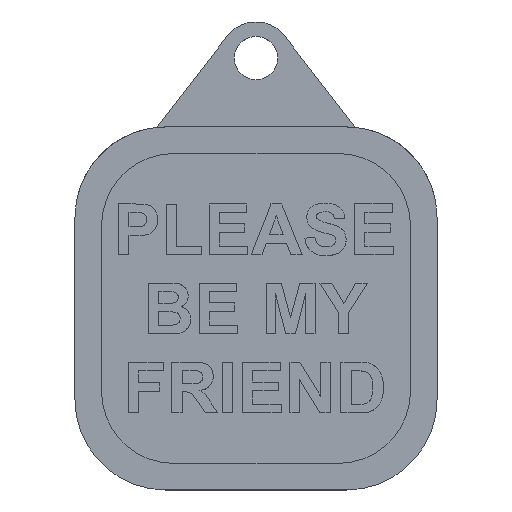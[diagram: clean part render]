
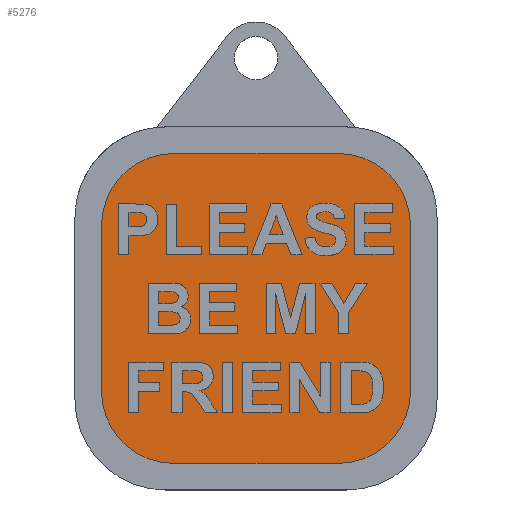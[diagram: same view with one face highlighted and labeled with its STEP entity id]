
A CAD part, top view. The second image highlights one B-rep face of the part: STEP entity #5276.
In plain terms, the highlighted planar face has unit normal (0, 0, 1).
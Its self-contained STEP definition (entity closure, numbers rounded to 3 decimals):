
#353=CIRCLE('',#5598,100.);
#355=CIRCLE('',#5602,100.);
#357=CIRCLE('',#5606,100.);
#359=CIRCLE('',#5610,100.);
#395=FACE_OUTER_BOUND('',#696,.T.);
#696=EDGE_LOOP('',(#3535,#3536,#3537,#3538,#3539,#3540,#3541,#3542));
#1000=LINE('',#6856,#1579);
#1005=LINE('',#6870,#1584);
#1009=LINE('',#6882,#1588);
#1013=LINE('',#6894,#1592);
#1579=VECTOR('',#5825,10.);
#1584=VECTOR('',#5838,10.);
#1588=VECTOR('',#5850,10.);
#1592=VECTOR('',#5862,10.);
#2158=VERTEX_POINT('',#6854);
#2159=VERTEX_POINT('',#6855);
#2162=VERTEX_POINT('',#6863);
#2164=VERTEX_POINT('',#6869);
#2166=VERTEX_POINT('',#6875);
#2168=VERTEX_POINT('',#6881);
#2170=VERTEX_POINT('',#6887);
#2172=VERTEX_POINT('',#6893);
#2688=EDGE_CURVE('',#2158,#2159,#1000,.T.);
#2692=EDGE_CURVE('',#2159,#2162,#353,.T.);
#2695=EDGE_CURVE('',#2162,#2164,#1005,.T.);
#2698=EDGE_CURVE('',#2164,#2166,#355,.T.);
#2701=EDGE_CURVE('',#2166,#2168,#1009,.T.);
#2704=EDGE_CURVE('',#2168,#2170,#357,.T.);
#2707=EDGE_CURVE('',#2170,#2172,#1013,.T.);
#2710=EDGE_CURVE('',#2172,#2158,#359,.T.);
#3535=ORIENTED_EDGE('',*,*,#2688,.T.);
#3536=ORIENTED_EDGE('',*,*,#2692,.T.);
#3537=ORIENTED_EDGE('',*,*,#2695,.T.);
#3538=ORIENTED_EDGE('',*,*,#2698,.T.);
#3539=ORIENTED_EDGE('',*,*,#2701,.T.);
#3540=ORIENTED_EDGE('',*,*,#2704,.T.);
#3541=ORIENTED_EDGE('',*,*,#2707,.T.);
#3542=ORIENTED_EDGE('',*,*,#2710,.T.);
#5079=PLANE('',#5618);
#5276=ADVANCED_FACE('',(#395),#5079,.T.);
#5598=AXIS2_PLACEMENT_3D('',#6864,#5831,#5832);
#5602=AXIS2_PLACEMENT_3D('',#6876,#5843,#5844);
#5606=AXIS2_PLACEMENT_3D('',#6888,#5855,#5856);
#5610=AXIS2_PLACEMENT_3D('',#6899,#5867,#5868);
#5618=AXIS2_PLACEMENT_3D('',#6924,#5890,#5891);
#5825=DIRECTION('',(0.,-1.,0.));
#5831=DIRECTION('center_axis',(0.,0.,1.));
#5832=DIRECTION('ref_axis',(-1.,0.,0.));
#5838=DIRECTION('',(1.,0.,0.));
#5843=DIRECTION('center_axis',(0.,0.,1.));
#5844=DIRECTION('ref_axis',(0.,-1.,0.));
#5850=DIRECTION('',(0.,1.,0.));
#5855=DIRECTION('center_axis',(0.,0.,1.));
#5856=DIRECTION('ref_axis',(1.,0.,0.));
#5862=DIRECTION('',(-1.,0.,0.));
#5867=DIRECTION('center_axis',(0.,0.,1.));
#5868=DIRECTION('ref_axis',(0.,1.,0.));
#5890=DIRECTION('center_axis',(0.,0.,1.));
#5891=DIRECTION('ref_axis',(1.,0.,0.));
#6854=CARTESIAN_POINT('',(-508.659,352.217,0.));
#6855=CARTESIAN_POINT('',(-508.659,124.123,0.));
#6856=CARTESIAN_POINT('',(-508.659,217.437,0.));
#6863=CARTESIAN_POINT('',(-408.659,24.123,0.));
#6864=CARTESIAN_POINT('Origin',(-408.659,124.123,0.));
#6869=CARTESIAN_POINT('',(-181.883,24.123,0.));
#6870=CARTESIAN_POINT('',(-238.577,24.123,0.));
#6875=CARTESIAN_POINT('',(-81.883,124.123,0.));
#6876=CARTESIAN_POINT('Origin',(-181.883,124.123,0.));
#6881=CARTESIAN_POINT('',(-81.883,352.217,0.));
#6882=CARTESIAN_POINT('',(-81.883,331.484,0.));
#6887=CARTESIAN_POINT('',(-181.883,452.217,0.));
#6888=CARTESIAN_POINT('Origin',(-181.883,352.217,0.));
#6893=CARTESIAN_POINT('',(-408.659,452.217,0.));
#6894=CARTESIAN_POINT('',(-351.965,452.217,0.));
#6899=CARTESIAN_POINT('Origin',(-408.659,352.217,0.));
#6924=CARTESIAN_POINT('Origin',(-295.271,310.751,0.));
